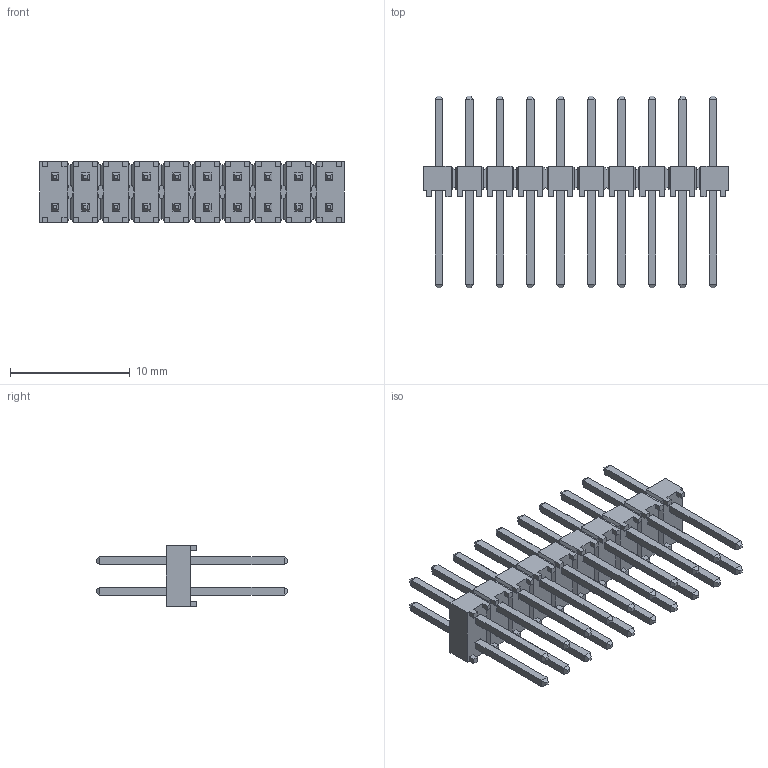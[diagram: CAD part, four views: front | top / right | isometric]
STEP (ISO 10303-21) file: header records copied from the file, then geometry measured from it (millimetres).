
FILE_DESCRIPTION(/* description */ ('STEP AP214'),/* implementation_level */ '2;1');
FILE_NAME(/* name */ 'TSW-110-22-F-D',/* time_stamp */ '2023-02-09T02:34:15+01:00',/* author */ ('License CC BY-ND 4.0'),/* organization */ ('CADENAS'),/* preprocessor_version */ 'ST-DEVELOPER v18.102',/* originating_system */ 'PARTsolutions',/* authorisation */ ' ');
FILE_SCHEMA (('AUTOMOTIVE_DESIGN {1 0 10303 214 3 1 1}'));
Length unit declared in the file: inch
Products named in the file (3): TSW-110-22-F-D; T-1S6-15-TSW-1-22-10-D; TSW-110-22-F-D_body
Assembly tree (2 placements, depth 2):
  TSW-110-22-F-D
    T-1S6-15-TSW-1-22-10-D
    TSW-110-22-F-D_body
Bounding box: 25.4 x 16 x 5.08 mm (x, y, z)
Volume: 371 mm3; surface area: 1518.3 mm2
Topology: 2 solids, 2 shells, 828 faces, 2066 edges, 1264 vertices
Faces by surface type: plane 828
Entity records: 23864 total; most frequent: CARTESIAN_POINT 4161, ORIENTED_EDGE 4132, DIRECTION 3728, EDGE_CURVE 2066, LINE 2066, VECTOR 2066, VERTEX_POINT 1264, EDGE_LOOP 908
